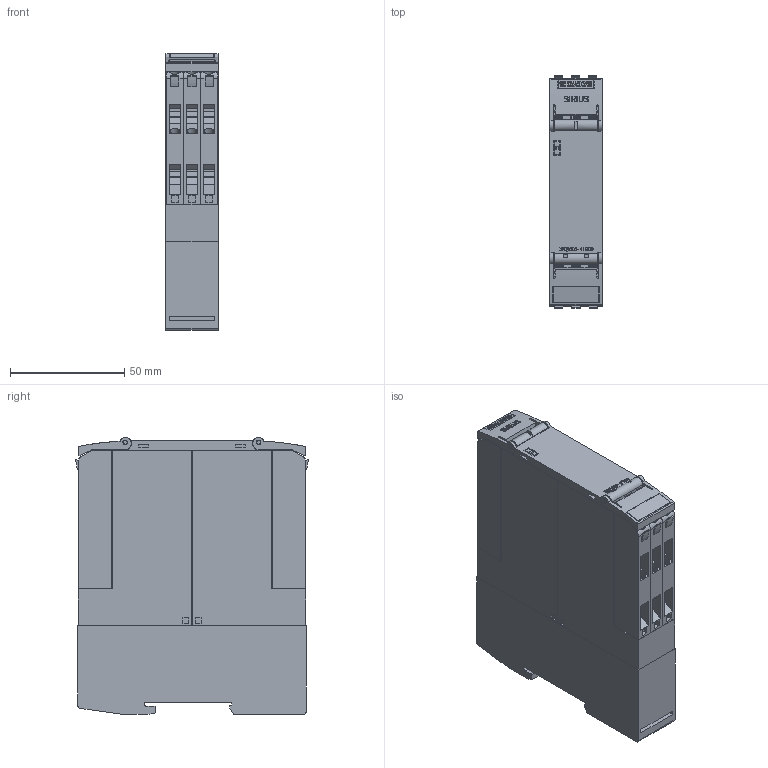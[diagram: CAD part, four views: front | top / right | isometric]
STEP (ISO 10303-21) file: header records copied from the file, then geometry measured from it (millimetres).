
FILE_DESCRIPTION(('STEP AP214'),'1');
FILE_NAME('cctmp_9545A2EC-9AC3-45C9-8814-3F9CB028E326_2023_07_21_09_55_18_0118..stp','2023-07-21T07:55:19',('SIEMENS A&D'),('CADClick - www.CADClick.com'),'Spatial InterOp 3D postprocessed',' ','unknown authorization');
FILE_SCHEMA(('AUTOMOTIVE_DESIGN'));
Length unit declared in the file: millimetre
Products named in the file (1): 2023_07_21_09_55_18_0054
Bounding box: 22.8 x 101.9 x 121.42 mm (x, y, z)
Volume: 252732.1 mm3; surface area: 62314.8 mm2
Topology: 1 solids, 1 shells, 1658 faces, 4612 edges, 3060 vertices
Faces by surface type: plane 1337, cylinder 269, cone 36, torus 16
Entity records: 58696 total; most frequent: CARTESIAN_POINT 10543, ORIENTED_EDGE 9208, DIRECTION 8551, EDGE_CURVE 4604, LINE 3775, VECTOR 3775, VERTEX_POINT 3060, AXIS2_PLACEMENT_3D 2388
